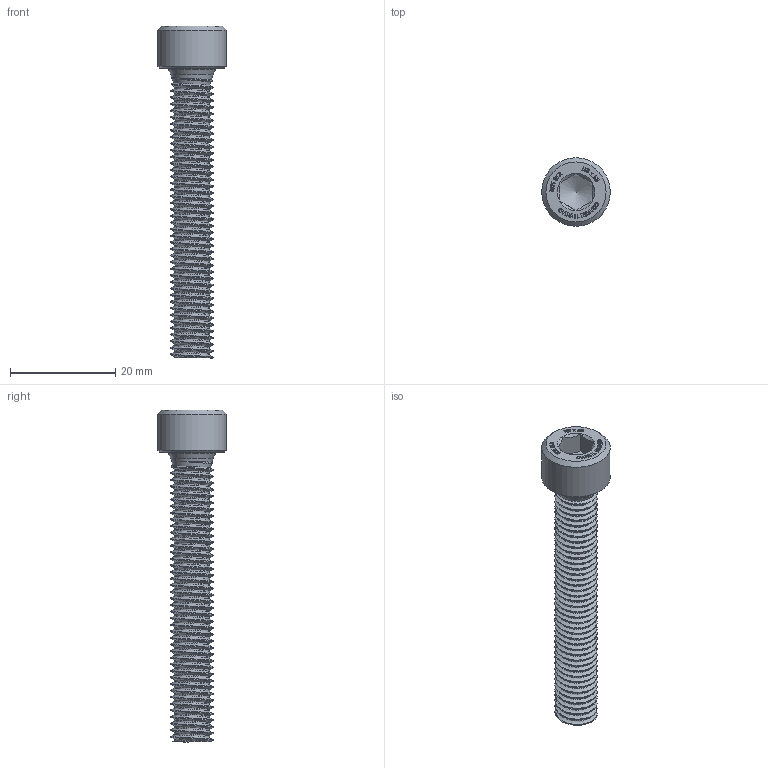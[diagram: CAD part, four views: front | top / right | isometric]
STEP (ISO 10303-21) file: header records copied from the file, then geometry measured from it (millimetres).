
FILE_DESCRIPTION((''),'2;1');
FILE_NAME('DIN912M8L55F.stp','2012-04-21T18:44:09',('Peter'),(''),'Autodesk Inventor 2011','Autodesk Inventor 2011','');
FILE_SCHEMA(('AUTOMOTIVE_DESIGN { 1 0 10303 214 1 1 1 1 }'));
Length unit declared in the file: millimetre
Products named in the file (1): DIN912M8L55F
Bounding box: 13 x 13 x 63 mm (x, y, z)
Volume: 3217 mm3; surface area: 2686.2 mm2
Topology: 1 solids, 1 shells, 400 faces, 1083 edges, 719 vertices
Faces by surface type: plane 231, bspline 158, cone 7, cylinder 2, torus 2
Full cylindrical faces by diameter (mm): 13 x1
Entity records: 21830 total; most frequent: CARTESIAN_POINT 12924, ORIENTED_EDGE 2138, DIRECTION 1234, EDGE_CURVE 1069, VECTOR 728, LINE 728, VERTEX_POINT 715, EDGE_LOOP 442
